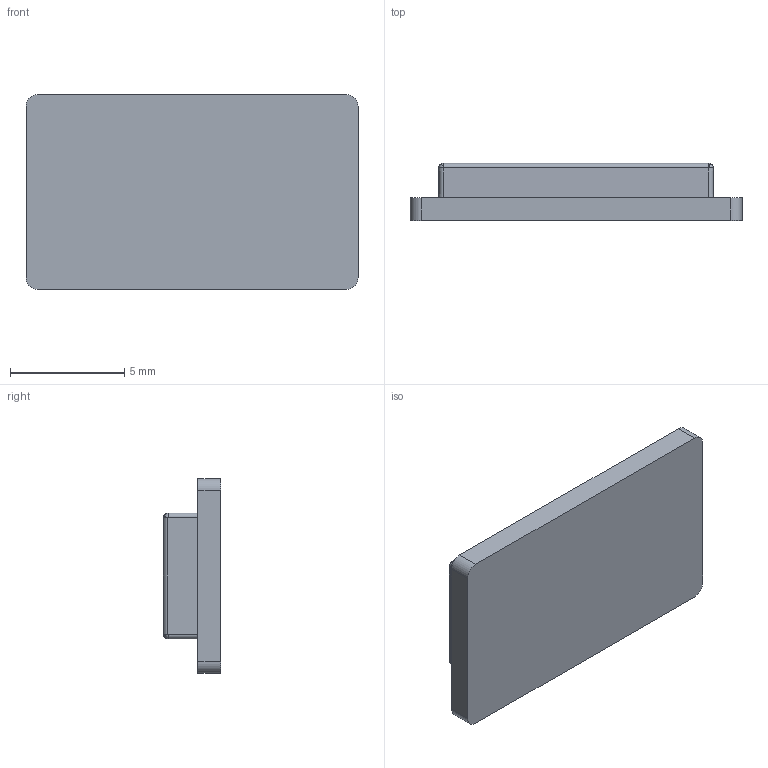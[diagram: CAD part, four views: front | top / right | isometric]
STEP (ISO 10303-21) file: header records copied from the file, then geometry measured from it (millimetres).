
FILE_DESCRIPTION(/* description */ (''),/* implementation_level */ '2;1');
FILE_NAME(/* name */ 'Sensor.ipt.step',/* time_stamp */ '2020-04-16T23:17:02-04:00',/* author */ ('Jordan'),/* organization */ (''),/* preprocessor_version */ 'ST-DEVELOPER v17',/* originating_system */ 'Autodesk Inventor 2019',/* authorisation */ '');
FILE_SCHEMA (('AUTOMOTIVE_DESIGN { 1 0 10303 214 3 1 1 }'));
Length unit declared in the file: inch
Products named in the file (1): Sensor
Bounding box: 14.5 x 2.5 x 8.5 mm (x, y, z)
Volume: 221.6 mm3; surface area: 340 mm2
Topology: 1 solids, 1 shells, 31 faces, 76 edges, 48 vertices
Faces by surface type: plane 11, cylinder 8, cone 4, bspline 4, sphere 4
Entity records: 1200 total; most frequent: CARTESIAN_POINT 449, ORIENTED_EDGE 152, DIRECTION 140, EDGE_CURVE 76, AXIS2_PLACEMENT_3D 52, VERTEX_POINT 48, LINE 36, VECTOR 36
